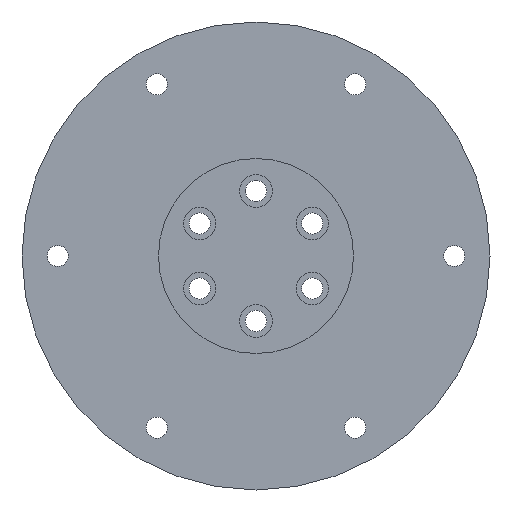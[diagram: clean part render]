
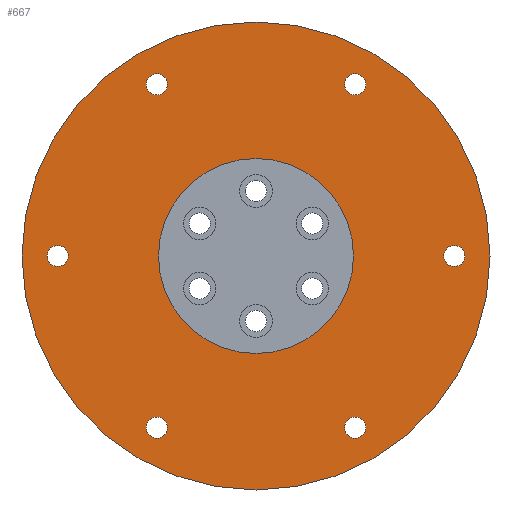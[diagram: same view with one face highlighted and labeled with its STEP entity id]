
A CAD part, front view. The second image highlights one B-rep face of the part: STEP entity #667.
In plain terms, the highlighted planar face has unit normal (0, -1, 0).
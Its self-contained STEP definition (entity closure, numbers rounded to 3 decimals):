
#127=FACE_BOUND('',#251,.T.);
#128=FACE_BOUND('',#252,.T.);
#129=FACE_BOUND('',#253,.T.);
#130=FACE_BOUND('',#254,.T.);
#131=FACE_BOUND('',#255,.T.);
#132=FACE_BOUND('',#256,.T.);
#133=FACE_BOUND('',#257,.T.);
#176=FACE_OUTER_BOUND('',#250,.T.);
#250=EDGE_LOOP('',(#601));
#251=EDGE_LOOP('',(#602));
#252=EDGE_LOOP('',(#603));
#253=EDGE_LOOP('',(#604));
#254=EDGE_LOOP('',(#605));
#255=EDGE_LOOP('',(#606));
#256=EDGE_LOOP('',(#607));
#257=EDGE_LOOP('',(#608));
#288=CIRCLE('',#745,1.625);
#292=CIRCLE('',#752,1.625);
#296=CIRCLE('',#759,1.625);
#300=CIRCLE('',#766,1.625);
#304=CIRCLE('',#773,1.625);
#308=CIRCLE('',#780,1.625);
#309=CIRCLE('',#782,15.);
#311=CIRCLE('',#785,36.);
#342=VERTEX_POINT('',#1110);
#346=VERTEX_POINT('',#1123);
#350=VERTEX_POINT('',#1136);
#354=VERTEX_POINT('',#1149);
#358=VERTEX_POINT('',#1162);
#362=VERTEX_POINT('',#1175);
#363=VERTEX_POINT('',#1179);
#365=VERTEX_POINT('',#1185);
#411=EDGE_CURVE('',#342,#342,#288,.T.);
#417=EDGE_CURVE('',#346,#346,#292,.T.);
#423=EDGE_CURVE('',#350,#350,#296,.T.);
#429=EDGE_CURVE('',#354,#354,#300,.T.);
#435=EDGE_CURVE('',#358,#358,#304,.T.);
#441=EDGE_CURVE('',#362,#362,#308,.T.);
#443=EDGE_CURVE('',#363,#363,#309,.T.);
#446=EDGE_CURVE('',#365,#365,#311,.T.);
#601=ORIENTED_EDGE('',*,*,#446,.F.);
#602=ORIENTED_EDGE('',*,*,#411,.T.);
#603=ORIENTED_EDGE('',*,*,#417,.T.);
#604=ORIENTED_EDGE('',*,*,#423,.T.);
#605=ORIENTED_EDGE('',*,*,#429,.T.);
#606=ORIENTED_EDGE('',*,*,#435,.T.);
#607=ORIENTED_EDGE('',*,*,#441,.T.);
#608=ORIENTED_EDGE('',*,*,#443,.F.);
#624=PLANE('',#787);
#667=ADVANCED_FACE('',(#176,#127,#128,#129,#130,#131,#132,#133),#624,.F.);
#745=AXIS2_PLACEMENT_3D('',#1112,#913,#914);
#752=AXIS2_PLACEMENT_3D('',#1125,#929,#930);
#759=AXIS2_PLACEMENT_3D('',#1138,#945,#946);
#766=AXIS2_PLACEMENT_3D('',#1151,#961,#962);
#773=AXIS2_PLACEMENT_3D('',#1164,#977,#978);
#780=AXIS2_PLACEMENT_3D('',#1177,#993,#994);
#782=AXIS2_PLACEMENT_3D('',#1181,#998,#999);
#785=AXIS2_PLACEMENT_3D('',#1187,#1005,#1006);
#787=AXIS2_PLACEMENT_3D('',#1189,#1009,#1010);
#913=DIRECTION('center_axis',(0.,1.,0.));
#914=DIRECTION('ref_axis',(1.,0.,0.));
#929=DIRECTION('center_axis',(0.,1.,0.));
#930=DIRECTION('ref_axis',(1.,0.,0.));
#945=DIRECTION('center_axis',(0.,1.,0.));
#946=DIRECTION('ref_axis',(1.,0.,0.));
#961=DIRECTION('center_axis',(0.,1.,0.));
#962=DIRECTION('ref_axis',(1.,0.,0.));
#977=DIRECTION('center_axis',(0.,1.,0.));
#978=DIRECTION('ref_axis',(1.,0.,0.));
#993=DIRECTION('center_axis',(0.,1.,0.));
#994=DIRECTION('ref_axis',(1.,0.,0.));
#998=DIRECTION('center_axis',(0.,-1.,0.));
#999=DIRECTION('ref_axis',(1.,0.,0.));
#1005=DIRECTION('center_axis',(0.,1.,0.));
#1006=DIRECTION('ref_axis',(-1.,0.,0.));
#1009=DIRECTION('center_axis',(0.,1.,0.));
#1010=DIRECTION('ref_axis',(0.,0.,1.));
#1110=CARTESIAN_POINT('',(-16.875,0.,-26.414));
#1112=CARTESIAN_POINT('Origin',(-15.25,0.,-26.414));
#1123=CARTESIAN_POINT('',(13.625,0.,-26.414));
#1125=CARTESIAN_POINT('Origin',(15.25,0.,-26.414));
#1136=CARTESIAN_POINT('',(28.875,0.,0.));
#1138=CARTESIAN_POINT('Origin',(30.5,0.,0.));
#1149=CARTESIAN_POINT('',(13.625,0.,26.414));
#1151=CARTESIAN_POINT('Origin',(15.25,0.,26.414));
#1162=CARTESIAN_POINT('',(-16.875,0.,26.414));
#1164=CARTESIAN_POINT('Origin',(-15.25,0.,26.414));
#1175=CARTESIAN_POINT('',(-32.125,0.,0.));
#1177=CARTESIAN_POINT('Origin',(-30.5,0.,0.));
#1179=CARTESIAN_POINT('',(-15.,0.,0.));
#1181=CARTESIAN_POINT('Origin',(0.,0.,0.));
#1185=CARTESIAN_POINT('',(36.,0.,0.));
#1187=CARTESIAN_POINT('Origin',(0.,0.,0.));
#1189=CARTESIAN_POINT('Origin',(0.,0.,0.));
